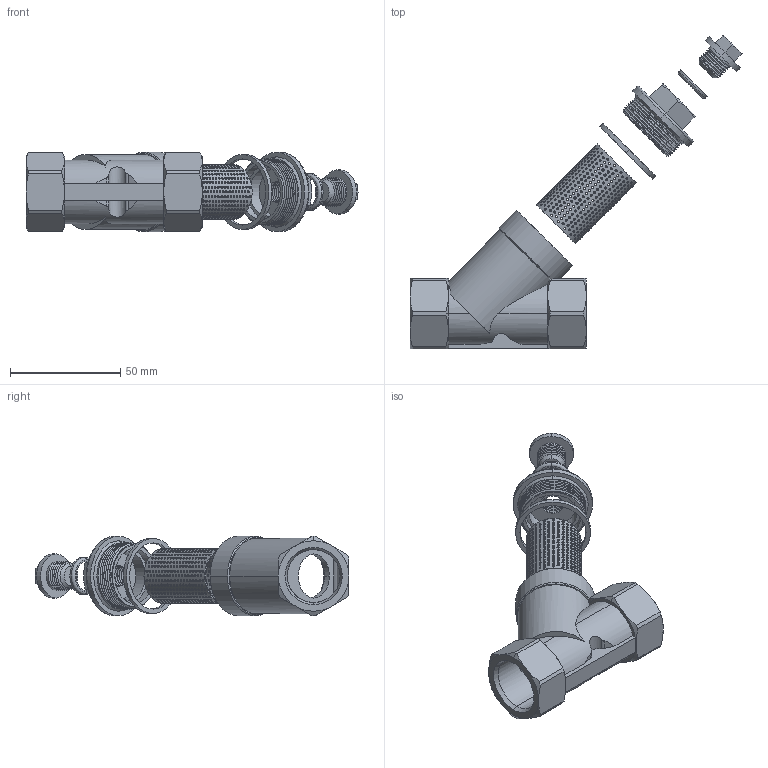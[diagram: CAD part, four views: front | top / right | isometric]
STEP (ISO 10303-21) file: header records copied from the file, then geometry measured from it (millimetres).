
FILE_DESCRIPTION (( 'STEP AP203' ), '1' );
FILE_NAME ('YS-800-06.STEP', '2015-08-27T02:45:42', ( '' ), ( '' ), 'SwSTEP 2.0', 'SolidWorks 2012', '' );
FILE_SCHEMA (( 'CONFIG_CONTROL_DESIGN' ));
Length unit declared in the file: millimetre
Products named in the file (7): YS-800-06; TP-02; YSC-06; PG-01; TG-03; PCB-06; SN06
Assembly tree (6 placements, depth 2):
  YS-800-06
    PCB-06
    SN06
    TG-03
    YSC-06
    TP-02
    PG-01
Bounding box: 150.69 x 142.42 x 36 mm (x, y, z)
Volume: 46682.6 mm3; surface area: 36632.3 mm2
Topology: 6 solids, 6 shells, 1598 faces, 6006 edges, 4355 vertices
Faces by surface type: cylinder 1451, plane 84, cone 49, bspline 8, torus 6
Entity records: 98194 total; most frequent: CARTESIAN_POINT 51711, ORIENTED_EDGE 12012, EDGE_CURVE 6006, DIRECTION 5172, VERTEX_POINT 4355, B_SPLINE_CURVE_WITH_KNOTS 4060, EDGE_LOOP 2877, AXIS2_PLACEMENT_3D 1771
